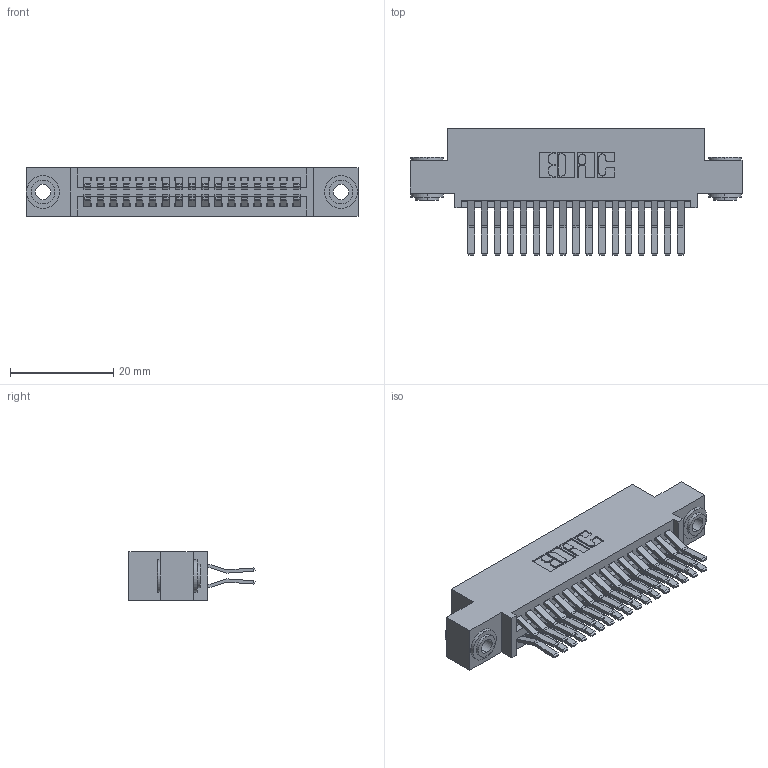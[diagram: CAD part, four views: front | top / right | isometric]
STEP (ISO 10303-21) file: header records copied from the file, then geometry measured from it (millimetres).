
FILE_DESCRIPTION (( 'STEP AP203' ), '1' );
FILE_NAME ('345-034-560-503.STEP', '2019-10-28T10:58:54', ( '' ), ( '' ), 'SwSTEP 2.0', 'SolidWorks 2016', '' );
FILE_SCHEMA (( 'CONFIG_CONTROL_DESIGN' ));
Length unit declared in the file: inch
Products named in the file (4): 345-250-002_345-250-002-102; 345 Part_0.110 Offset - 0.156 Dia-TH; 345-034-560-503; 345-292-001_560 Tail
Assembly tree (37 placements, depth 2):
  345-034-560-503
    345 Part_0.110 Offset - 0.156 Dia-TH
    345-292-001_560 Tail  x34
    345-250-002_345-250-002-102  x2
Bounding box: 64.39 x 24.45 x 9.4 mm (x, y, z)
Volume: 6191.6 mm3; surface area: 9539 mm2
Topology: 37 solids, 37 shells, 1936 faces, 5699 edges, 3750 vertices
Faces by surface type: plane 1216, cylinder 712, cone 8
Entity records: 17574 total; most frequent: CARTESIAN_POINT 2947, ORIENTED_EDGE 2874, DIRECTION 2663, EDGE_CURVE 1437, LINE 1209, VECTOR 1209, VERTEX_POINT 954, AXIS2_PLACEMENT_3D 727
